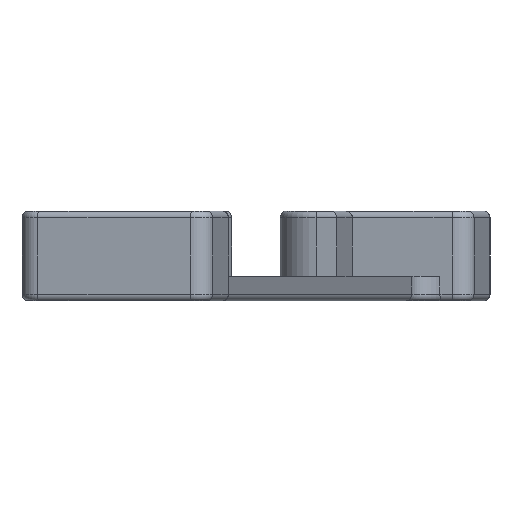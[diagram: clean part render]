
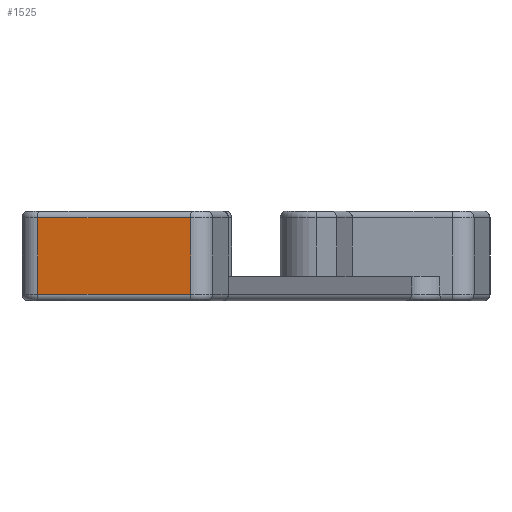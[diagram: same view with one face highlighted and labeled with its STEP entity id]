
A CAD part, left-side view. The second image highlights one B-rep face of the part: STEP entity #1525.
In plain terms, the highlighted planar face has unit normal (-0.985, 0.174, 0).
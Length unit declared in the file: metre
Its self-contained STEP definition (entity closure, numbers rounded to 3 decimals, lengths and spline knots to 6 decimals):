
#116=LINE('',#2441,#242);
#117=LINE('',#2447,#243);
#118=LINE('',#2450,#244);
#119=LINE('',#2451,#245);
#242=VECTOR('',#1887,1.);
#243=VECTOR('',#1894,1.);
#244=VECTOR('',#1895,1.);
#245=VECTOR('',#1896,1.);
#384=ORIENTED_EDGE('',*,*,#848,.T.);
#385=ORIENTED_EDGE('',*,*,#849,.T.);
#386=ORIENTED_EDGE('',*,*,#845,.F.);
#387=ORIENTED_EDGE('',*,*,#850,.T.);
#845=EDGE_CURVE('',#1076,#1077,#116,.T.);
#848=EDGE_CURVE('',#1078,#1079,#117,.T.);
#849=EDGE_CURVE('',#1079,#1077,#118,.T.);
#850=EDGE_CURVE('',#1076,#1078,#119,.F.);
#1076=VERTEX_POINT('',#2442);
#1077=VERTEX_POINT('',#2443);
#1078=VERTEX_POINT('',#2448);
#1079=VERTEX_POINT('',#2449);
#1285=EDGE_LOOP('',(#384,#385,#386,#387));
#1389=FACE_BOUND('',#1285,.T.);
#1491=PLANE('',#1650);
#1525=ADVANCED_FACE('',(#1389),#1491,.F.);
#1650=AXIS2_PLACEMENT_3D('',#2446,#1892,#1893);
#1887=DIRECTION('',(0.,0.,1.));
#1892=DIRECTION('',(0.985,-0.174,0.));
#1893=DIRECTION('',(0.174,0.985,0.));
#1894=DIRECTION('',(0.,0.,1.));
#1895=DIRECTION('',(0.174,0.985,0.));
#1896=DIRECTION('',(0.174,0.985,0.));
#2441=CARTESIAN_POINT('',(0.086153,-0.048118,-0.003));
#2442=CARTESIAN_POINT('',(0.086153,-0.048118,-0.0022));
#2443=CARTESIAN_POINT('',(0.086153,-0.048118,0.0072));
#2446=CARTESIAN_POINT('',(0.084504,-0.057473,-0.003));
#2447=CARTESIAN_POINT('',(0.082854,-0.066829,-0.003));
#2448=CARTESIAN_POINT('',(0.082854,-0.066829,-0.0022));
#2449=CARTESIAN_POINT('',(0.082854,-0.066829,0.0072));
#2450=CARTESIAN_POINT('',(0.086153,-0.048118,0.0072));
#2451=CARTESIAN_POINT('',(0.084504,-0.057473,-0.0022));
